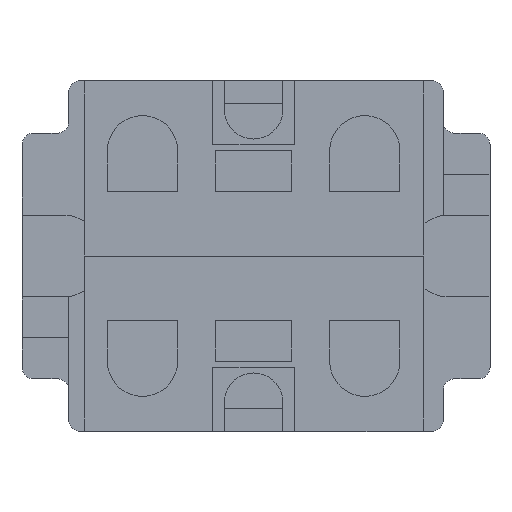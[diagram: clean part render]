
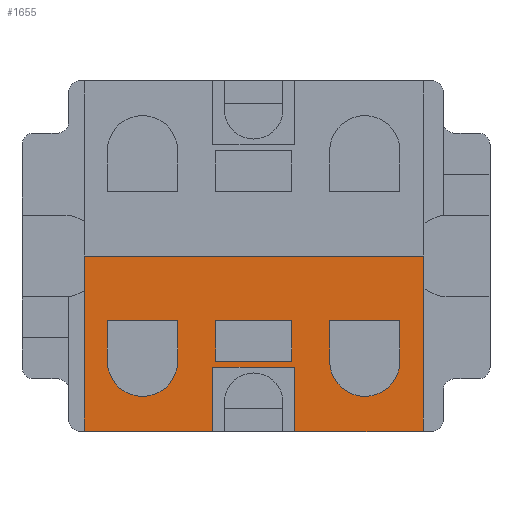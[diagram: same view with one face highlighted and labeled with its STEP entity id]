
A CAD part, front view. The second image highlights one B-rep face of the part: STEP entity #1655.
In plain terms, the highlighted planar face has unit normal (0, -1, 0).
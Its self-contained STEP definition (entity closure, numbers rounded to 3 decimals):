
#17=DIRECTION('',(0.,0.,-1.));
#18=VECTOR('',#17,8.6);
#19=CARTESIAN_POINT('',(14.5,0.,13.4));
#20=LINE('',#19,#18);
#21=DIRECTION('',(-1.,0.,0.));
#22=VECTOR('',#21,29.);
#23=CARTESIAN_POINT('',(14.5,0.,0.));
#24=LINE('',#23,#22);
#25=DIRECTION('',(0.,0.,1.));
#26=VECTOR('',#25,4.8);
#27=CARTESIAN_POINT('',(-14.5,0.,0.));
#28=LINE('',#27,#26);
#29=DIRECTION('',(0.,0.,-1.));
#30=VECTOR('',#29,8.6);
#31=CARTESIAN_POINT('',(-14.5,0.,13.4));
#32=LINE('',#31,#30);
#33=DIRECTION('',(0.,0.,1.));
#34=VECTOR('',#33,1.6);
#35=CARTESIAN_POINT('',(-14.5,0.,13.4));
#36=LINE('',#35,#34);
#37=DIRECTION('',(0.,0.,-1.));
#38=VECTOR('',#37,5.5);
#39=CARTESIAN_POINT('',(-3.5,0.,15.));
#40=LINE('',#39,#38);
#41=DIRECTION('',(1.,0.,0.));
#42=VECTOR('',#41,7.);
#43=CARTESIAN_POINT('',(-3.5,0.,9.5));
#44=LINE('',#43,#42);
#45=DIRECTION('',(0.,0.,-1.));
#46=VECTOR('',#45,5.5);
#47=CARTESIAN_POINT('',(3.5,0.,15.));
#48=LINE('',#47,#46);
#49=DIRECTION('',(0.,0.,-1.));
#50=VECTOR('',#49,3.5);
#51=CARTESIAN_POINT('',(-12.5,0.,9.));
#52=LINE('',#51,#50);
#53=DIRECTION('',(1.,0.,0.));
#54=VECTOR('',#53,6.);
#55=CARTESIAN_POINT('',(-12.5,0.,5.5));
#56=LINE('',#55,#54);
#57=DIRECTION('',(0.,0.,1.));
#58=VECTOR('',#57,3.5);
#59=CARTESIAN_POINT('',(-6.5,0.,5.5));
#60=LINE('',#59,#58);
#61=CARTESIAN_POINT('',(-9.5,0.,9.));
#62=DIRECTION('',(0.,-1.,0.));
#63=DIRECTION('',(1.,0.,0.));
#64=AXIS2_PLACEMENT_3D('',#61,#62,#63);
#66=CARTESIAN_POINT('',(9.5,0.,9.));
#67=DIRECTION('',(0.,-1.,0.));
#68=DIRECTION('',(1.,0.,0.));
#69=AXIS2_PLACEMENT_3D('',#66,#67,#68);
#71=DIRECTION('',(0.,0.,-1.));
#72=VECTOR('',#71,3.5);
#73=CARTESIAN_POINT('',(6.5,0.,9.));
#74=LINE('',#73,#72);
#75=DIRECTION('',(1.,0.,0.));
#76=VECTOR('',#75,6.);
#77=CARTESIAN_POINT('',(6.5,0.,5.5));
#78=LINE('',#77,#76);
#79=DIRECTION('',(0.,0.,1.));
#80=VECTOR('',#79,3.5);
#81=CARTESIAN_POINT('',(12.5,0.,5.5));
#82=LINE('',#81,#80);
#83=DIRECTION('',(0.,0.,1.));
#84=VECTOR('',#83,3.5);
#85=CARTESIAN_POINT('',(3.25,0.,5.5));
#86=LINE('',#85,#84);
#87=DIRECTION('',(0.,0.,-1.));
#88=VECTOR('',#87,3.5);
#89=CARTESIAN_POINT('',(-3.25,0.,9.));
#90=LINE('',#89,#88);
#131=DIRECTION('',(0.,0.,1.));
#132=VECTOR('',#131,4.8);
#133=CARTESIAN_POINT('',(14.5,0.,0.));
#134=LINE('',#133,#132);
#139=DIRECTION('',(0.,0.,1.));
#140=VECTOR('',#139,1.6);
#141=CARTESIAN_POINT('',(14.5,0.,13.4));
#142=LINE('',#141,#140);
#271=DIRECTION('',(1.,0.,0.));
#272=VECTOR('',#271,11.);
#273=CARTESIAN_POINT('',(3.5,0.,15.));
#274=LINE('',#273,#272);
#303=DIRECTION('',(1.,0.,0.));
#304=VECTOR('',#303,11.);
#305=CARTESIAN_POINT('',(-14.5,0.,15.));
#306=LINE('',#305,#304);
#561=DIRECTION('',(-1.,0.,0.));
#562=VECTOR('',#561,6.5);
#563=CARTESIAN_POINT('',(3.25,0.,5.5));
#564=LINE('',#563,#562);
#597=DIRECTION('',(1.,0.,0.));
#598=VECTOR('',#597,6.5);
#599=CARTESIAN_POINT('',(-3.25,0.,9.));
#600=LINE('',#599,#598);
#1195=CARTESIAN_POINT('',(14.5,0.,0.));
#1197=VERTEX_POINT('',#1195);
#1205=CARTESIAN_POINT('',(-14.5,0.,0.));
#1206=VERTEX_POINT('',#1205);
#1263=CARTESIAN_POINT('',(-3.5,0.,15.));
#1265=VERTEX_POINT('',#1263);
#1267=CARTESIAN_POINT('',(3.5,0.,15.));
#1269=VERTEX_POINT('',#1267);
#1271=CARTESIAN_POINT('',(3.5,0.,9.5));
#1272=VERTEX_POINT('',#1271);
#1273=CARTESIAN_POINT('',(-3.5,0.,9.5));
#1274=VERTEX_POINT('',#1273);
#1275=CARTESIAN_POINT('',(14.5,0.,15.));
#1276=VERTEX_POINT('',#1275);
#1277=CARTESIAN_POINT('',(-14.5,0.,15.));
#1278=VERTEX_POINT('',#1277);
#1401=CARTESIAN_POINT('',(-14.5,0.,13.4));
#1402=CARTESIAN_POINT('',(-14.5,0.,4.8));
#1403=VERTEX_POINT('',#1401);
#1404=VERTEX_POINT('',#1402);
#1448=CARTESIAN_POINT('',(14.5,0.,4.8));
#1450=VERTEX_POINT('',#1448);
#1467=CARTESIAN_POINT('',(14.5,0.,13.4));
#1468=VERTEX_POINT('',#1467);
#1479=CARTESIAN_POINT('',(-12.5,0.,9.));
#1480=CARTESIAN_POINT('',(-12.5,0.,5.5));
#1481=VERTEX_POINT('',#1479);
#1482=VERTEX_POINT('',#1480);
#1483=CARTESIAN_POINT('',(-6.5,0.,5.5));
#1484=VERTEX_POINT('',#1483);
#1485=CARTESIAN_POINT('',(-6.5,0.,9.));
#1486=VERTEX_POINT('',#1485);
#1487=CARTESIAN_POINT('',(12.5,0.,9.));
#1488=CARTESIAN_POINT('',(6.5,0.,9.));
#1489=VERTEX_POINT('',#1487);
#1490=VERTEX_POINT('',#1488);
#1491=CARTESIAN_POINT('',(6.5,0.,5.5));
#1492=VERTEX_POINT('',#1491);
#1493=CARTESIAN_POINT('',(12.5,0.,5.5));
#1494=VERTEX_POINT('',#1493);
#1519=CARTESIAN_POINT('',(3.25,0.,5.5));
#1520=CARTESIAN_POINT('',(3.25,0.,9.));
#1521=VERTEX_POINT('',#1519);
#1522=VERTEX_POINT('',#1520);
#1523=CARTESIAN_POINT('',(-3.25,0.,9.));
#1524=CARTESIAN_POINT('',(-3.25,0.,5.5));
#1525=VERTEX_POINT('',#1523);
#1526=VERTEX_POINT('',#1524);
#1595=CARTESIAN_POINT('',(0.,0.,0.));
#1596=DIRECTION('',(0.,-1.,0.));
#1597=DIRECTION('',(1.,0.,0.));
#1598=AXIS2_PLACEMENT_3D('',#1595,#1596,#1597);
#1599=PLANE('',#1598);
#1601=ORIENTED_EDGE('',*,*,#1600,.T.);
#1603=ORIENTED_EDGE('',*,*,#1602,.F.);
#1604=ORIENTED_EDGE('',*,*,#1580,.T.);
#1606=ORIENTED_EDGE('',*,*,#1605,.T.);
#1608=ORIENTED_EDGE('',*,*,#1607,.F.);
#1610=ORIENTED_EDGE('',*,*,#1609,.T.);
#1612=ORIENTED_EDGE('',*,*,#1611,.T.);
#1614=ORIENTED_EDGE('',*,*,#1613,.T.);
#1616=ORIENTED_EDGE('',*,*,#1615,.T.);
#1618=ORIENTED_EDGE('',*,*,#1617,.F.);
#1620=ORIENTED_EDGE('',*,*,#1619,.T.);
#1622=ORIENTED_EDGE('',*,*,#1621,.F.);
#1623=EDGE_LOOP('',(#1601,#1603,#1604,#1606,#1608,#1610,#1612,#1614,#1616,#1618,
#1620,#1622));
#1624=FACE_OUTER_BOUND('',#1623,.F.);
#1626=ORIENTED_EDGE('',*,*,#1625,.T.);
#1628=ORIENTED_EDGE('',*,*,#1627,.T.);
#1630=ORIENTED_EDGE('',*,*,#1629,.T.);
#1632=ORIENTED_EDGE('',*,*,#1631,.T.);
#1633=EDGE_LOOP('',(#1626,#1628,#1630,#1632));
#1634=FACE_BOUND('',#1633,.F.);
#1636=ORIENTED_EDGE('',*,*,#1635,.T.);
#1638=ORIENTED_EDGE('',*,*,#1637,.T.);
#1640=ORIENTED_EDGE('',*,*,#1639,.T.);
#1642=ORIENTED_EDGE('',*,*,#1641,.T.);
#1643=EDGE_LOOP('',(#1636,#1638,#1640,#1642));
#1644=FACE_BOUND('',#1643,.F.);
#1646=ORIENTED_EDGE('',*,*,#1645,.F.);
#1648=ORIENTED_EDGE('',*,*,#1647,.T.);
#1650=ORIENTED_EDGE('',*,*,#1649,.F.);
#1652=ORIENTED_EDGE('',*,*,#1651,.T.);
#1653=EDGE_LOOP('',(#1646,#1648,#1650,#1652));
#1654=FACE_BOUND('',#1653,.F.);
#1655=ADVANCED_FACE('',(#1624,#1634,#1644,#1654),#1599,.T.);
#65=CIRCLE('',#64,3.);
#70=CIRCLE('',#69,3.);
#1580=EDGE_CURVE('',#1197,#1206,#24,.T.);
#1600=EDGE_CURVE('',#1468,#1450,#20,.T.);
#1602=EDGE_CURVE('',#1197,#1450,#134,.T.);
#1605=EDGE_CURVE('',#1206,#1404,#28,.T.);
#1607=EDGE_CURVE('',#1403,#1404,#32,.T.);
#1609=EDGE_CURVE('',#1403,#1278,#36,.T.);
#1611=EDGE_CURVE('',#1278,#1265,#306,.T.);
#1613=EDGE_CURVE('',#1265,#1274,#40,.T.);
#1615=EDGE_CURVE('',#1274,#1272,#44,.T.);
#1617=EDGE_CURVE('',#1269,#1272,#48,.T.);
#1619=EDGE_CURVE('',#1269,#1276,#274,.T.);
#1621=EDGE_CURVE('',#1468,#1276,#142,.T.);
#1625=EDGE_CURVE('',#1481,#1482,#52,.T.);
#1627=EDGE_CURVE('',#1482,#1484,#56,.T.);
#1629=EDGE_CURVE('',#1484,#1486,#60,.T.);
#1631=EDGE_CURVE('',#1486,#1481,#65,.T.);
#1635=EDGE_CURVE('',#1489,#1490,#70,.T.);
#1637=EDGE_CURVE('',#1490,#1492,#74,.T.);
#1639=EDGE_CURVE('',#1492,#1494,#78,.T.);
#1641=EDGE_CURVE('',#1494,#1489,#82,.T.);
#1645=EDGE_CURVE('',#1521,#1526,#564,.T.);
#1647=EDGE_CURVE('',#1521,#1522,#86,.T.);
#1649=EDGE_CURVE('',#1525,#1522,#600,.T.);
#1651=EDGE_CURVE('',#1525,#1526,#90,.T.);
